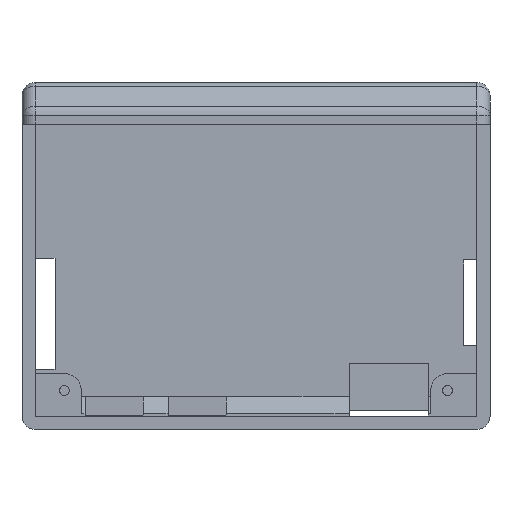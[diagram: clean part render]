
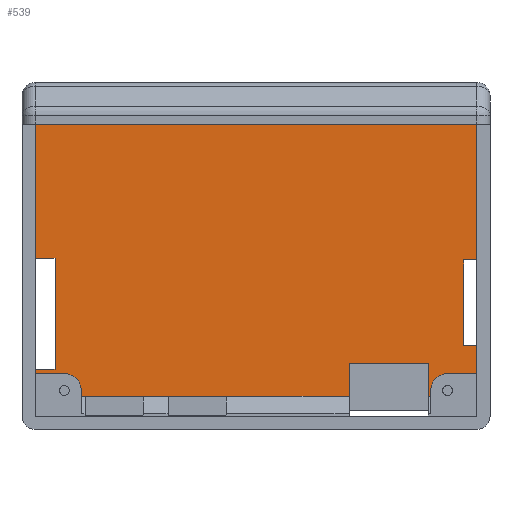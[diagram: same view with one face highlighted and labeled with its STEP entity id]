
A CAD part, front view. The second image highlights one B-rep face of the part: STEP entity #539.
In plain terms, the highlighted planar face has unit normal (0, -1, 0).
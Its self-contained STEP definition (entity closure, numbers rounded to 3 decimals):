
#230 = VERTEX_POINT('',#231);
#231 = CARTESIAN_POINT('',(-4.2,22.05,-35.3));
#237 = EDGE_CURVE('',#238,#230,#240,.T.);
#238 = VERTEX_POINT('',#239);
#239 = CARTESIAN_POINT('',(-4.2,22.05,-34.7));
#240 = LINE('',#241,#242);
#241 = CARTESIAN_POINT('',(-4.2,22.05,6.7));
#242 = VECTOR('',#243,1.);
#243 = DIRECTION('',(0.,0.,-1.));
#262 = VERTEX_POINT('',#263);
#263 = CARTESIAN_POINT('',(-4.2,22.05,-17.9));
#269 = EDGE_CURVE('',#270,#262,#272,.T.);
#270 = VERTEX_POINT('',#271);
#271 = CARTESIAN_POINT('',(-4.2,22.05,3.7));
#272 = LINE('',#273,#274);
#273 = CARTESIAN_POINT('',(-4.2,22.05,6.7));
#274 = VECTOR('',#275,1.);
#275 = DIRECTION('',(0.,0.,-1.));
#335 = VERTEX_POINT('',#336);
#336 = CARTESIAN_POINT('',(62.62,22.05,3.7));
#342 = EDGE_CURVE('',#270,#335,#343,.T.);
#343 = LINE('',#344,#345);
#344 = CARTESIAN_POINT('',(-4.2,22.05,3.7));
#345 = VECTOR('',#346,1.);
#346 = DIRECTION('',(1.,0.,0.));
#391 = EDGE_CURVE('',#335,#392,#394,.T.);
#392 = VERTEX_POINT('',#393);
#393 = CARTESIAN_POINT('',(62.62,22.05,-18.15));
#394 = LINE('',#395,#396);
#395 = CARTESIAN_POINT('',(62.62,22.05,6.7));
#396 = VECTOR('',#397,1.);
#397 = DIRECTION('',(0.,0.,-1.));
#416 = VERTEX_POINT('',#417);
#417 = CARTESIAN_POINT('',(62.62,22.05,-31.15));
#423 = EDGE_CURVE('',#416,#424,#426,.T.);
#424 = VERTEX_POINT('',#425);
#425 = CARTESIAN_POINT('',(62.62,22.05,-35.3));
#426 = LINE('',#427,#428);
#427 = CARTESIAN_POINT('',(62.62,22.05,6.7));
#428 = VECTOR('',#429,1.);
#429 = DIRECTION('',(0.,0.,-1.));
#539 = ADVANCED_FACE('',(#540),#679,.F.);
#540 = FACE_BOUND('',#541,.F.);
#541 = EDGE_LOOP('',(#542,#553,#561,#569,#577,#585,#593,#601,#609,#618,
    #624,#625,#633,#641,#647,#648,#649,#650,#658,#666,#672,#673));
#542 = ORIENTED_EDGE('',*,*,#543,.F.);
#543 = EDGE_CURVE('',#544,#546,#548,.T.);
#544 = VERTEX_POINT('',#545);
#545 = CARTESIAN_POINT('',(55.62,22.05,-38.));
#546 = VERTEX_POINT('',#547);
#547 = CARTESIAN_POINT('',(58.32,22.05,-35.3));
#548 = CIRCLE('',#549,2.7);
#549 = AXIS2_PLACEMENT_3D('',#550,#551,#552);
#550 = CARTESIAN_POINT('',(58.32,22.05,-38.));
#551 = DIRECTION('',(0.,1.,0.));
#552 = DIRECTION('',(-1.,0.,0.));
#553 = ORIENTED_EDGE('',*,*,#554,.T.);
#554 = EDGE_CURVE('',#544,#555,#557,.T.);
#555 = VERTEX_POINT('',#556);
#556 = CARTESIAN_POINT('',(55.62,22.05,-38.8));
#557 = LINE('',#558,#559);
#558 = CARTESIAN_POINT('',(55.62,22.05,-17.55));
#559 = VECTOR('',#560,1.);
#560 = DIRECTION('',(0.,0.,-1.));
#561 = ORIENTED_EDGE('',*,*,#562,.F.);
#562 = EDGE_CURVE('',#563,#555,#565,.T.);
#563 = VERTEX_POINT('',#564);
#564 = CARTESIAN_POINT('',(55.3,22.05,-38.8));
#565 = LINE('',#566,#567);
#566 = CARTESIAN_POINT('',(-4.2,22.05,-38.8));
#567 = VECTOR('',#568,1.);
#568 = DIRECTION('',(1.,0.,0.));
#569 = ORIENTED_EDGE('',*,*,#570,.T.);
#570 = EDGE_CURVE('',#563,#571,#573,.T.);
#571 = VERTEX_POINT('',#572);
#572 = CARTESIAN_POINT('',(55.3,22.05,-33.8));
#573 = LINE('',#574,#575);
#574 = CARTESIAN_POINT('',(55.3,22.05,-18.55));
#575 = VECTOR('',#576,1.);
#576 = DIRECTION('',(0.,0.,1.));
#577 = ORIENTED_EDGE('',*,*,#578,.F.);
#578 = EDGE_CURVE('',#579,#571,#581,.T.);
#579 = VERTEX_POINT('',#580);
#580 = CARTESIAN_POINT('',(43.3,22.05,-33.8));
#581 = LINE('',#582,#583);
#582 = CARTESIAN_POINT('',(11.743,22.05,-33.8));
#583 = VECTOR('',#584,1.);
#584 = DIRECTION('',(1.,0.,0.));
#585 = ORIENTED_EDGE('',*,*,#586,.T.);
#586 = EDGE_CURVE('',#579,#587,#589,.T.);
#587 = VERTEX_POINT('',#588);
#588 = CARTESIAN_POINT('',(43.3,22.05,-38.8));
#589 = LINE('',#590,#591);
#590 = CARTESIAN_POINT('',(43.3,22.05,-18.55));
#591 = VECTOR('',#592,1.);
#592 = DIRECTION('',(0.,0.,-1.));
#593 = ORIENTED_EDGE('',*,*,#594,.F.);
#594 = EDGE_CURVE('',#595,#587,#597,.T.);
#595 = VERTEX_POINT('',#596);
#596 = CARTESIAN_POINT('',(2.8,22.05,-38.8));
#597 = LINE('',#598,#599);
#598 = CARTESIAN_POINT('',(-4.2,22.05,-38.8));
#599 = VECTOR('',#600,1.);
#600 = DIRECTION('',(1.,0.,0.));
#601 = ORIENTED_EDGE('',*,*,#602,.F.);
#602 = EDGE_CURVE('',#603,#595,#605,.T.);
#603 = VERTEX_POINT('',#604);
#604 = CARTESIAN_POINT('',(2.8,22.05,-38.));
#605 = LINE('',#606,#607);
#606 = CARTESIAN_POINT('',(2.8,22.05,-17.55));
#607 = VECTOR('',#608,1.);
#608 = DIRECTION('',(0.,0.,-1.));
#609 = ORIENTED_EDGE('',*,*,#610,.F.);
#610 = EDGE_CURVE('',#611,#603,#613,.T.);
#611 = VERTEX_POINT('',#612);
#612 = CARTESIAN_POINT('',(0.1,22.05,-35.3));
#613 = CIRCLE('',#614,2.7);
#614 = AXIS2_PLACEMENT_3D('',#615,#616,#617);
#615 = CARTESIAN_POINT('',(0.1,22.05,-38.));
#616 = DIRECTION('',(0.,1.,0.));
#617 = DIRECTION('',(-1.,0.,0.));
#618 = ORIENTED_EDGE('',*,*,#619,.F.);
#619 = EDGE_CURVE('',#230,#611,#620,.T.);
#620 = LINE('',#621,#622);
#621 = CARTESIAN_POINT('',(-0.7,22.05,-35.3));
#622 = VECTOR('',#623,1.);
#623 = DIRECTION('',(1.,0.,0.));
#624 = ORIENTED_EDGE('',*,*,#237,.F.);
#625 = ORIENTED_EDGE('',*,*,#626,.F.);
#626 = EDGE_CURVE('',#627,#238,#629,.T.);
#627 = VERTEX_POINT('',#628);
#628 = CARTESIAN_POINT('',(-1.2,22.05,-34.7));
#629 = LINE('',#630,#631);
#630 = CARTESIAN_POINT('',(-5.2,22.05,-34.7));
#631 = VECTOR('',#632,1.);
#632 = DIRECTION('',(-1.,0.,0.));
#633 = ORIENTED_EDGE('',*,*,#634,.F.);
#634 = EDGE_CURVE('',#635,#627,#637,.T.);
#635 = VERTEX_POINT('',#636);
#636 = CARTESIAN_POINT('',(-1.2,22.05,-17.9));
#637 = LINE('',#638,#639);
#638 = CARTESIAN_POINT('',(-1.2,22.05,-9.8));
#639 = VECTOR('',#640,1.);
#640 = DIRECTION('',(0.,0.,-1.));
#641 = ORIENTED_EDGE('',*,*,#642,.F.);
#642 = EDGE_CURVE('',#262,#635,#643,.T.);
#643 = LINE('',#644,#645);
#644 = CARTESIAN_POINT('',(-5.2,22.05,-17.9));
#645 = VECTOR('',#646,1.);
#646 = DIRECTION('',(1.,0.,0.));
#647 = ORIENTED_EDGE('',*,*,#269,.F.);
#648 = ORIENTED_EDGE('',*,*,#342,.T.);
#649 = ORIENTED_EDGE('',*,*,#391,.T.);
#650 = ORIENTED_EDGE('',*,*,#651,.T.);
#651 = EDGE_CURVE('',#392,#652,#654,.T.);
#652 = VERTEX_POINT('',#653);
#653 = CARTESIAN_POINT('',(60.62,22.05,-18.15));
#654 = LINE('',#655,#656);
#655 = CARTESIAN_POINT('',(30.21,22.05,-18.15));
#656 = VECTOR('',#657,1.);
#657 = DIRECTION('',(-1.,0.,0.));
#658 = ORIENTED_EDGE('',*,*,#659,.T.);
#659 = EDGE_CURVE('',#652,#660,#662,.T.);
#660 = VERTEX_POINT('',#661);
#661 = CARTESIAN_POINT('',(60.62,22.05,-31.15));
#662 = LINE('',#663,#664);
#663 = CARTESIAN_POINT('',(60.62,22.05,-8.975));
#664 = VECTOR('',#665,1.);
#665 = DIRECTION('',(0.,0.,-1.));
#666 = ORIENTED_EDGE('',*,*,#667,.T.);
#667 = EDGE_CURVE('',#660,#416,#668,.T.);
#668 = LINE('',#669,#670);
#669 = CARTESIAN_POINT('',(30.21,22.05,-31.15));
#670 = VECTOR('',#671,1.);
#671 = DIRECTION('',(1.,0.,0.));
#672 = ORIENTED_EDGE('',*,*,#423,.T.);
#673 = ORIENTED_EDGE('',*,*,#674,.T.);
#674 = EDGE_CURVE('',#424,#546,#675,.T.);
#675 = LINE('',#676,#677);
#676 = CARTESIAN_POINT('',(25.71,22.05,-35.3));
#677 = VECTOR('',#678,1.);
#678 = DIRECTION('',(-1.,0.,0.));
#679 = PLANE('',#680);
#680 = AXIS2_PLACEMENT_3D('',#681,#682,#683);
#681 = CARTESIAN_POINT('',(-4.2,22.05,6.7));
#682 = DIRECTION('',(0.,1.,0.));
#683 = DIRECTION('',(0.,0.,-1.));
